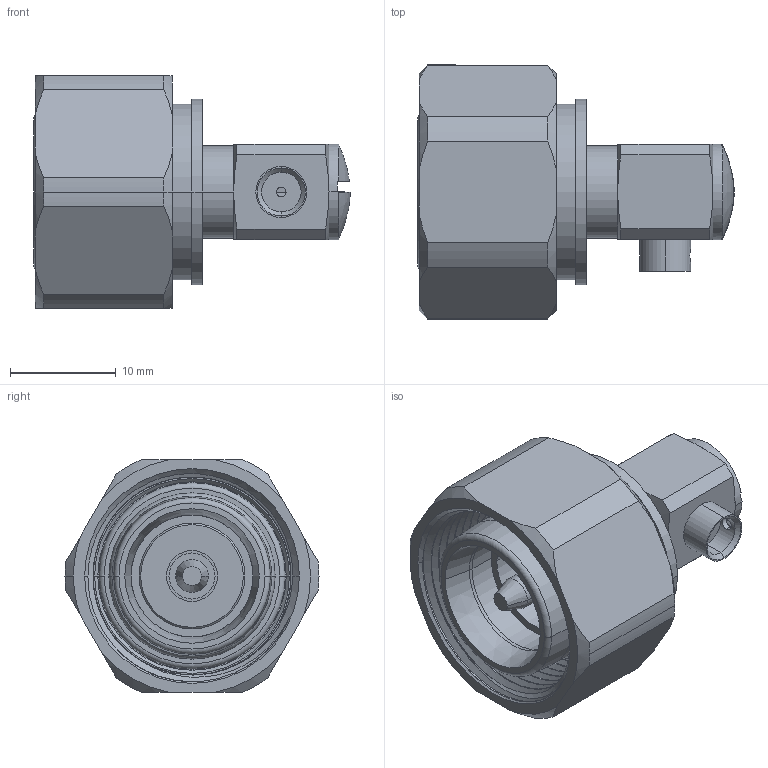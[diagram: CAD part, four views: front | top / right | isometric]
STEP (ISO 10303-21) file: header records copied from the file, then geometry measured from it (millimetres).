
FILE_DESCRIPTION (( 'STEP AP203' ), '1' );
FILE_NAME ('FMCN1923_3D.STEP', '2022-09-02T05:21:03', ( '' ), ( '' ), 'SwSTEP 2.0', 'SolidWorks 2021', '' );
FILE_SCHEMA (( 'CONFIG_CONTROL_DESIGN' ));
Length unit declared in the file: millimetre
Products named in the file (1): FMCN1923_3D
Bounding box: 29.93 x 24 x 22 mm (x, y, z)
Volume: 4912.3 mm3; surface area: 5573.5 mm2
Topology: 5 solids, 9 shells, 266 faces, 635 edges, 404 vertices
Faces by surface type: cylinder 127, plane 63, cone 45, torus 22, bspline 9
Entity records: 12260 total; most frequent: CARTESIAN_POINT 6141, ORIENTED_EDGE 1264, DIRECTION 1235, EDGE_CURVE 632, AXIS2_PLACEMENT_3D 518, VERTEX_POINT 404, EDGE_LOOP 304, ADVANCED_FACE 266
